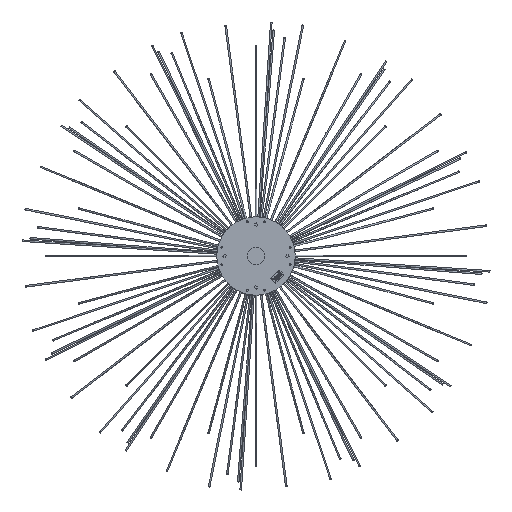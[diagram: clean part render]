
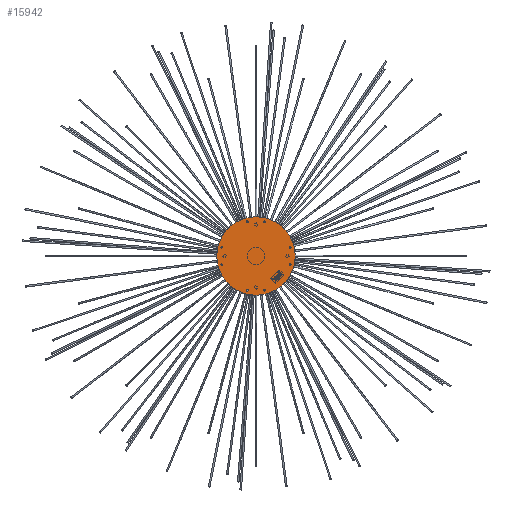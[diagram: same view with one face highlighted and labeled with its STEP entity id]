
A CAD part, front view. The second image highlights one B-rep face of the part: STEP entity #15942.
In plain terms, the highlighted planar face has unit normal (0, -1, 0).
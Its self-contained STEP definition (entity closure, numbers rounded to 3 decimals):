
#2543=PLANE('',#18090);
#3530=CIRCLE('',#18072,11.);
#3531=CIRCLE('',#18074,11.);
#3532=CIRCLE('',#18076,11.);
#3533=CIRCLE('',#18078,11.);
#3534=CIRCLE('',#18080,11.);
#3535=CIRCLE('',#18082,11.);
#3536=CIRCLE('',#18084,11.);
#3537=CIRCLE('',#18086,11.);
#3538=CIRCLE('',#18089,500.);
#4560=FACE_BOUND('',#8155,.T.);
#4561=FACE_BOUND('',#8156,.T.);
#4562=FACE_BOUND('',#8157,.T.);
#4563=FACE_BOUND('',#8158,.T.);
#4564=FACE_BOUND('',#8159,.T.);
#4565=FACE_BOUND('',#8160,.T.);
#4566=FACE_BOUND('',#8161,.T.);
#4567=FACE_BOUND('',#8162,.T.);
#5933=FACE_OUTER_BOUND('',#8154,.T.);
#8154=EDGE_LOOP('',(#14283));
#8155=EDGE_LOOP('',(#14284));
#8156=EDGE_LOOP('',(#14285));
#8157=EDGE_LOOP('',(#14286));
#8158=EDGE_LOOP('',(#14287));
#8159=EDGE_LOOP('',(#14288));
#8160=EDGE_LOOP('',(#14289));
#8161=EDGE_LOOP('',(#14290));
#8162=EDGE_LOOP('',(#14291));
#9561=VERTEX_POINT('',#28897);
#9562=VERTEX_POINT('',#28900);
#9563=VERTEX_POINT('',#28903);
#9564=VERTEX_POINT('',#28906);
#9565=VERTEX_POINT('',#28909);
#9566=VERTEX_POINT('',#28912);
#9567=VERTEX_POINT('',#28915);
#9568=VERTEX_POINT('',#28918);
#9569=VERTEX_POINT('',#28922);
#11135=EDGE_CURVE('',#9561,#9561,#3530,.T.);
#11136=EDGE_CURVE('',#9562,#9562,#3531,.T.);
#11137=EDGE_CURVE('',#9563,#9563,#3532,.T.);
#11138=EDGE_CURVE('',#9564,#9564,#3533,.T.);
#11139=EDGE_CURVE('',#9565,#9565,#3534,.T.);
#11140=EDGE_CURVE('',#9566,#9566,#3535,.T.);
#11141=EDGE_CURVE('',#9567,#9567,#3536,.T.);
#11142=EDGE_CURVE('',#9568,#9568,#3537,.T.);
#11143=EDGE_CURVE('',#9569,#9569,#3538,.T.);
#14283=ORIENTED_EDGE('',*,*,#11143,.T.);
#14284=ORIENTED_EDGE('',*,*,#11135,.T.);
#14285=ORIENTED_EDGE('',*,*,#11136,.T.);
#14286=ORIENTED_EDGE('',*,*,#11137,.T.);
#14287=ORIENTED_EDGE('',*,*,#11138,.T.);
#14288=ORIENTED_EDGE('',*,*,#11139,.T.);
#14289=ORIENTED_EDGE('',*,*,#11140,.T.);
#14290=ORIENTED_EDGE('',*,*,#11141,.T.);
#14291=ORIENTED_EDGE('',*,*,#11142,.T.);
#15942=ADVANCED_FACE('',(#5933,#4560,#4561,#4562,#4563,#4564,#4565,#4566,
#4567),#2543,.T.);
#18072=AXIS2_PLACEMENT_3D('',#28898,#22732,#22733);
#18074=AXIS2_PLACEMENT_3D('',#28901,#22736,#22737);
#18076=AXIS2_PLACEMENT_3D('',#28904,#22740,#22741);
#18078=AXIS2_PLACEMENT_3D('',#28907,#22744,#22745);
#18080=AXIS2_PLACEMENT_3D('',#28910,#22748,#22749);
#18082=AXIS2_PLACEMENT_3D('',#28913,#22752,#22753);
#18084=AXIS2_PLACEMENT_3D('',#28916,#22756,#22757);
#18086=AXIS2_PLACEMENT_3D('',#28919,#22760,#22761);
#18089=AXIS2_PLACEMENT_3D('',#28923,#22766,#22767);
#18090=AXIS2_PLACEMENT_3D('',#28924,#22768,#22769);
#22732=DIRECTION('center_axis',(0.,1.,0.));
#22733=DIRECTION('ref_axis',(-1.,0.,0.));
#22736=DIRECTION('center_axis',(0.,1.,0.));
#22737=DIRECTION('ref_axis',(-1.,0.,0.));
#22740=DIRECTION('center_axis',(0.,1.,0.));
#22741=DIRECTION('ref_axis',(-1.,0.,0.));
#22744=DIRECTION('center_axis',(0.,1.,0.));
#22745=DIRECTION('ref_axis',(-1.,0.,0.));
#22748=DIRECTION('center_axis',(0.,1.,0.));
#22749=DIRECTION('ref_axis',(-1.,0.,0.));
#22752=DIRECTION('center_axis',(0.,1.,0.));
#22753=DIRECTION('ref_axis',(-1.,0.,0.));
#22756=DIRECTION('center_axis',(0.,1.,0.));
#22757=DIRECTION('ref_axis',(-1.,0.,0.));
#22760=DIRECTION('center_axis',(0.,1.,0.));
#22761=DIRECTION('ref_axis',(-1.,0.,0.));
#22766=DIRECTION('center_axis',(0.,-1.,0.));
#22767=DIRECTION('ref_axis',(1.,0.,0.));
#22768=DIRECTION('center_axis',(0.,-1.,0.));
#22769=DIRECTION('ref_axis',(0.,0.,-1.));
#28897=CARTESIAN_POINT('',(447.348,0.,-110.));
#28898=CARTESIAN_POINT('Origin',(436.348,0.,-110.));
#28900=CARTESIAN_POINT('',(121.,0.,436.348));
#28901=CARTESIAN_POINT('Origin',(110.,0.,436.348));
#28903=CARTESIAN_POINT('',(-425.348,0.,110.));
#28904=CARTESIAN_POINT('Origin',(-436.348,0.,110.));
#28906=CARTESIAN_POINT('',(-99.,0.,-436.348));
#28907=CARTESIAN_POINT('Origin',(-110.,0.,-436.348));
#28909=CARTESIAN_POINT('',(121.,0.,-436.348));
#28910=CARTESIAN_POINT('Origin',(110.,0.,-436.348));
#28912=CARTESIAN_POINT('',(-425.348,0.,-110.));
#28913=CARTESIAN_POINT('Origin',(-436.348,0.,-110.));
#28915=CARTESIAN_POINT('',(-99.,0.,436.348));
#28916=CARTESIAN_POINT('Origin',(-110.,0.,436.348));
#28918=CARTESIAN_POINT('',(447.348,0.,110.));
#28919=CARTESIAN_POINT('Origin',(436.348,0.,110.));
#28922=CARTESIAN_POINT('',(500.,0.,0.));
#28923=CARTESIAN_POINT('Origin',(0.,0.,0.));
#28924=CARTESIAN_POINT('Origin',(0.,0.,0.));
